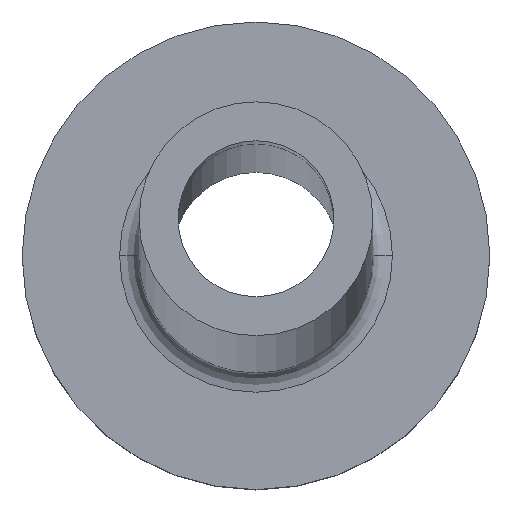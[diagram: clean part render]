
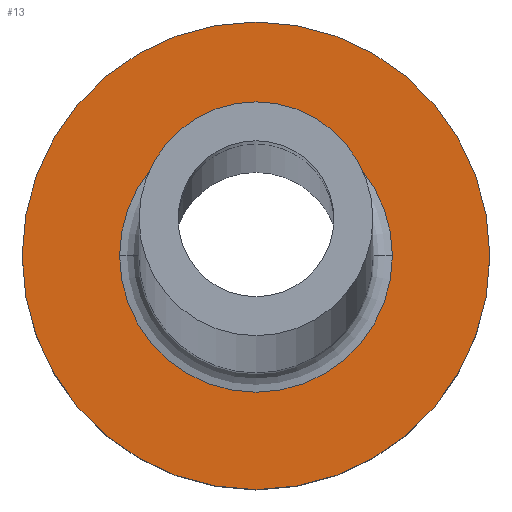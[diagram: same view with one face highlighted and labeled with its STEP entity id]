
A CAD part, top view. The second image highlights one B-rep face of the part: STEP entity #13.
In plain terms, the highlighted planar face has unit normal (0, 0, 1).
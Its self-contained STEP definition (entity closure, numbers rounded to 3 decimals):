
#1 = CIRCLE ( 'NONE', #178, 3.5 ) ;
#6 = DIRECTION ( 'NONE',  ( 0., 0., -1. ) ) ;
#8 = ORIENTED_EDGE ( 'NONE', *, *, #23, .T. ) ;
#10 = CARTESIAN_POINT ( 'NONE',  ( 6., 0., 5. ) ) ;
#13 = ADVANCED_FACE ( 'NONE', ( #347, #457 ), #92, .T. ) ;
#21 = CARTESIAN_POINT ( 'NONE',  ( 0., 0., 5. ) ) ;
#23 = EDGE_CURVE ( 'NONE', #209, #373, #461, .T. ) ;
#48 = VERTEX_POINT ( 'NONE', #135 ) ;
#64 = DIRECTION ( 'NONE',  ( 1., 0., 0. ) ) ;
#67 = CARTESIAN_POINT ( 'NONE',  ( -3.5, 0., 5. ) ) ;
#91 = EDGE_CURVE ( 'NONE', #373, #209, #187, .T. ) ;
#92 = PLANE ( 'NONE',  #98 ) ;
#98 = AXIS2_PLACEMENT_3D ( 'NONE', #21, #153, #304 ) ;
#111 = EDGE_LOOP ( 'NONE', ( #241, #8 ) ) ;
#129 = DIRECTION ( 'NONE',  ( 1., 0., 0. ) ) ;
#135 = CARTESIAN_POINT ( 'NONE',  ( 3.5, 0., 5. ) ) ;
#153 = DIRECTION ( 'NONE',  ( 0., 0., 1. ) ) ;
#154 = AXIS2_PLACEMENT_3D ( 'NONE', #427, #398, #317 ) ;
#163 = DIRECTION ( 'NONE',  ( 1., 0., 0. ) ) ;
#178 = AXIS2_PLACEMENT_3D ( 'NONE', #358, #6, #163 ) ;
#187 = CIRCLE ( 'NONE', #365, 6. ) ;
#199 = EDGE_LOOP ( 'NONE', ( #332, #418 ) ) ;
#209 = VERTEX_POINT ( 'NONE', #10 ) ;
#228 = AXIS2_PLACEMENT_3D ( 'NONE', #456, #454, #129 ) ;
#241 = ORIENTED_EDGE ( 'NONE', *, *, #91, .T. ) ;
#242 = DIRECTION ( 'NONE',  ( 0., 0., 1. ) ) ;
#289 = EDGE_CURVE ( 'NONE', #48, #298, #357, .T. ) ;
#298 = VERTEX_POINT ( 'NONE', #67 ) ;
#304 = DIRECTION ( 'NONE',  ( 1., 0., 0. ) ) ;
#317 = DIRECTION ( 'NONE',  ( 1., 0., 0. ) ) ;
#332 = ORIENTED_EDGE ( 'NONE', *, *, #289, .T. ) ;
#347 = FACE_BOUND ( 'NONE', #199, .T. ) ;
#357 = CIRCLE ( 'NONE', #154, 3.5 ) ;
#358 = CARTESIAN_POINT ( 'NONE',  ( 0., 0., 5. ) ) ;
#365 = AXIS2_PLACEMENT_3D ( 'NONE', #390, #242, #64 ) ;
#373 = VERTEX_POINT ( 'NONE', #458 ) ;
#384 = EDGE_CURVE ( 'NONE', #298, #48, #1, .T. ) ;
#390 = CARTESIAN_POINT ( 'NONE',  ( 0., 0., 5. ) ) ;
#398 = DIRECTION ( 'NONE',  ( 0., 0., -1. ) ) ;
#418 = ORIENTED_EDGE ( 'NONE', *, *, #384, .T. ) ;
#427 = CARTESIAN_POINT ( 'NONE',  ( 0., 0., 5. ) ) ;
#454 = DIRECTION ( 'NONE',  ( 0., 0., 1. ) ) ;
#456 = CARTESIAN_POINT ( 'NONE',  ( 0., 0., 5. ) ) ;
#457 = FACE_OUTER_BOUND ( 'NONE', #111, .T. ) ;
#458 = CARTESIAN_POINT ( 'NONE',  ( -6., 0., 5. ) ) ;
#461 = CIRCLE ( 'NONE', #228, 6. ) ;
